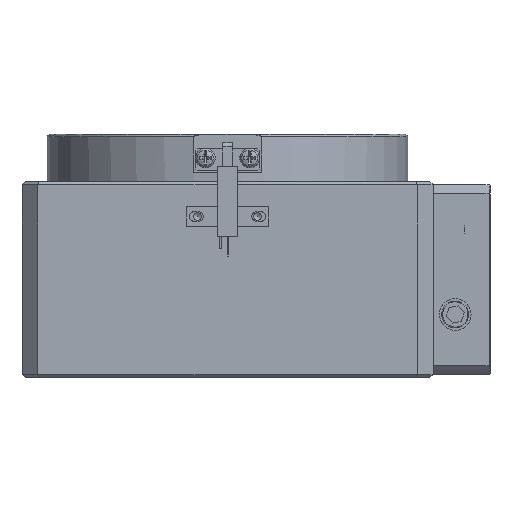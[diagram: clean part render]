
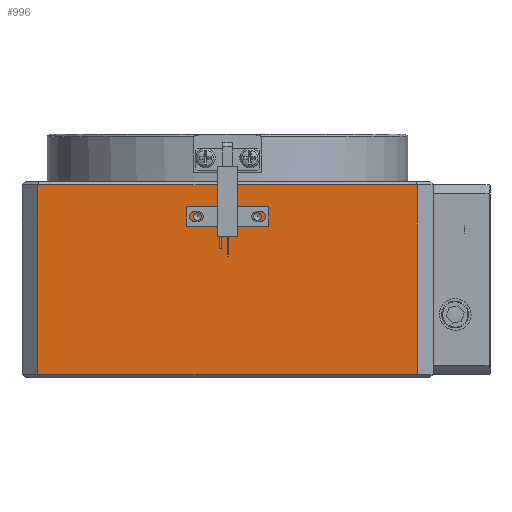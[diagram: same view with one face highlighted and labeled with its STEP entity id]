
A CAD part, left-side view. The second image highlights one B-rep face of the part: STEP entity #996.
In plain terms, the highlighted planar face has unit normal (-1, 0, 0).
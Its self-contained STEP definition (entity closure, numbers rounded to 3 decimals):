
#996 = ADVANCED_FACE( '', ( #2146, #2147, #2148 ), #2149, .F. );
#2146 = FACE_BOUND( '', #3646, .T. );
#2147 = FACE_BOUND( '', #3647, .T. );
#2148 = FACE_OUTER_BOUND( '', #3648, .T. );
#2149 = PLANE( '', #3649 );
#3646 = EDGE_LOOP( '', ( #5680 ) );
#3647 = EDGE_LOOP( '', ( #5681 ) );
#3648 = EDGE_LOOP( '', ( #5682, #5683, #5684, #5685 ) );
#3649 = AXIS2_PLACEMENT_3D( '', #5686, #5687, #5688 );
#5680 = ORIENTED_EDGE( '', *, *, #8087, .T. );
#5681 = ORIENTED_EDGE( '', *, *, #8157, .T. );
#5682 = ORIENTED_EDGE( '', *, *, #8158, .T. );
#5683 = ORIENTED_EDGE( '', *, *, #8159, .T. );
#5684 = ORIENTED_EDGE( '', *, *, #8160, .T. );
#5685 = ORIENTED_EDGE( '', *, *, #8161, .T. );
#5686 = CARTESIAN_POINT( '', ( -80., 65., 62. ) );
#5687 = DIRECTION( '', ( 1., 0., 0. ) );
#5688 = DIRECTION( '', ( 0., 0., -1. ) );
#8087 = EDGE_CURVE( '', #9499, #9499, #9500, .T. );
#8157 = EDGE_CURVE( '', #9608, #9608, #9609, .T. );
#8158 = EDGE_CURVE( '', #9120, #9610, #9611, .F. );
#8159 = EDGE_CURVE( '', #9610, #9612, #9613, .F. );
#8160 = EDGE_CURVE( '', #9612, #9614, #9615, .F. );
#8161 = EDGE_CURVE( '', #9614, #9120, #9616, .T. );
#9120 = VERTEX_POINT( '', #10830 );
#9499 = VERTEX_POINT( '', #11470 );
#9500 = CIRCLE( '', #11471, 1.25 );
#9608 = VERTEX_POINT( '', #11853 );
#9609 = CIRCLE( '', #11854, 1.25 );
#9610 = VERTEX_POINT( '', #11855 );
#9611 = LINE( '', #11856, #11857 );
#9612 = VERTEX_POINT( '', #11858 );
#9613 = LINE( '', #11859, #11860 );
#9614 = VERTEX_POINT( '', #11861 );
#9615 = LINE( '', #11862, #11863 );
#9616 = LINE( '', #11864, #11865 );
#10830 = CARTESIAN_POINT( '', ( -80., 60., 61. ) );
#11470 = CARTESIAN_POINT( '', ( -80., -9.498, 52.25 ) );
#11471 = AXIS2_PLACEMENT_3D( '', #13332, #13333, #13334 );
#11853 = CARTESIAN_POINT( '', ( -80., 9.5, 52.25 ) );
#11854 = AXIS2_PLACEMENT_3D( '', #13423, #13424, #13425 );
#11855 = CARTESIAN_POINT( '', ( -80., 60., 1. ) );
#11856 = CARTESIAN_POINT( '', ( -80., 60., 62. ) );
#11857 = VECTOR( '', #13426, 1000. );
#11858 = CARTESIAN_POINT( '', ( -80., -60., 1. ) );
#11859 = CARTESIAN_POINT( '', ( -80., 65., 1. ) );
#11860 = VECTOR( '', #13427, 1000. );
#11861 = CARTESIAN_POINT( '', ( -80., -60., 61. ) );
#11862 = CARTESIAN_POINT( '', ( -80., -60., 62. ) );
#11863 = VECTOR( '', #13428, 1000. );
#11864 = CARTESIAN_POINT( '', ( -80., 0., 61. ) );
#11865 = VECTOR( '', #13429, 1000. );
#13332 = CARTESIAN_POINT( '', ( -80., -9.498, 51. ) );
#13333 = DIRECTION( '', ( 1., 0., 0. ) );
#13334 = DIRECTION( '', ( 0., 0., 1. ) );
#13423 = CARTESIAN_POINT( '', ( -80., 9.5, 51. ) );
#13424 = DIRECTION( '', ( 1., 0., 0. ) );
#13425 = DIRECTION( '', ( 0., 0., 1. ) );
#13426 = DIRECTION( '', ( 0., 0., 1. ) );
#13427 = DIRECTION( '', ( 0., 1., 0. ) );
#13428 = DIRECTION( '', ( 0., 0., -1. ) );
#13429 = DIRECTION( '', ( 0., 1., 0. ) );
